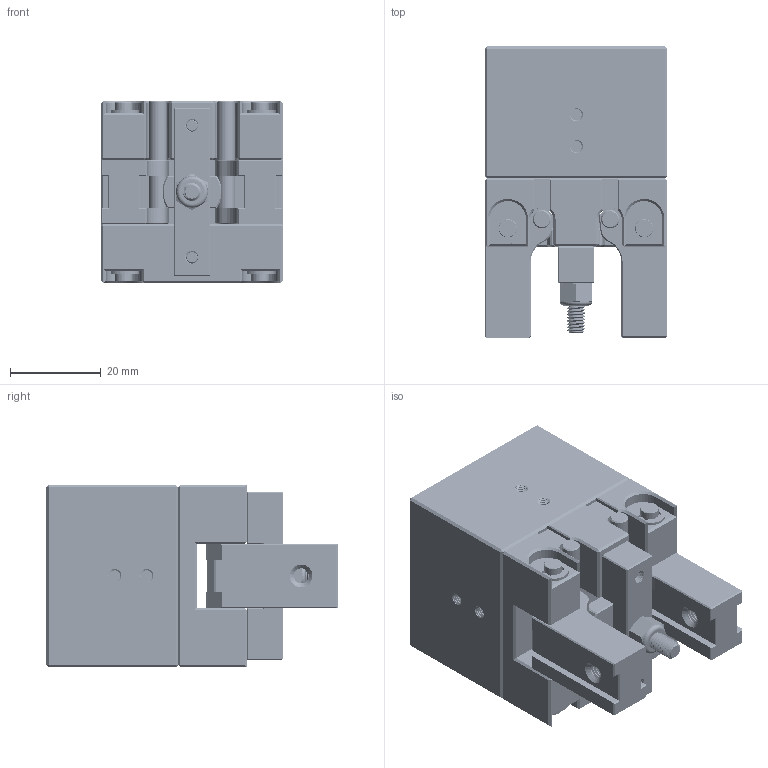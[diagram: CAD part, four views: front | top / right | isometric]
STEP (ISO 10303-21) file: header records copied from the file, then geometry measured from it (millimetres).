
FILE_DESCRIPTION(/* description */ (''),/* implementation_level */ '2;1');
FILE_NAME(/* name */ '4c35f9bf-b2f2-4b9e-bb4b-ef23a8cbbca8.stp',/* time_stamp */ '2021-04-30T20:13:28+00:00',/* author */ (''),/* organization */ (''),/* preprocessor_version */ 'ST-DEVELOPER v18.1',/* originating_system */ 'Autodesk Translation Framework v10.6.0.1341',/* authorisation */ '');
FILE_SCHEMA (('AUTOMOTIVE_DESIGN { 1 0 10303 214 3 1 1 }'));
Products named in the file (13): KZ 25; Upper body; Lower body; Gripper; Shaft_1; Socket screw M4; Shaft_2; Flange_1; Thread rod M3_1; Thread rod M4; Nut M4; Retaining ring 4; Part_1
Assembly tree (20 placements, depth 2):
  KZ 25
    Upper body
    Lower body
    Gripper  x2
    Shaft_1  x2
    Socket screw M4  x2
    Shaft_2  x2
    Flange_1
    Thread rod M3_1  x2
    Thread rod M4
    Nut M4
    Retaining ring 4  x4
    Part_1
Bounding box: 40 x 64 x 40.05 mm (x, y, z)
Volume: 70723.6 mm3; surface area: 27356.6 mm2
Topology: 21 solids, 21 shells, 1294 faces, 3348 edges, 2128 vertices
Faces by surface type: cylinder 755, plane 401, cone 88, bspline 47, torus 3
Full cylindrical faces by diameter (mm): 2.35 x46, 2.529 x60, 3 x48, 3.086 x44, 3.091 x49, 3.332 x36, 4 x76, 4.109 x26, 4.212 x1, 4.234 x20, 5 x2, 5.12 x18, 7 x4
Entity records: 69193 total; most frequent: CARTESIAN_POINT 46019, ORIENTED_EDGE 5364, DIRECTION 3773, EDGE_CURVE 2682, VERTEX_POINT 1699, AXIS2_PLACEMENT_3D 1305, LINE 1163, VECTOR 1163
